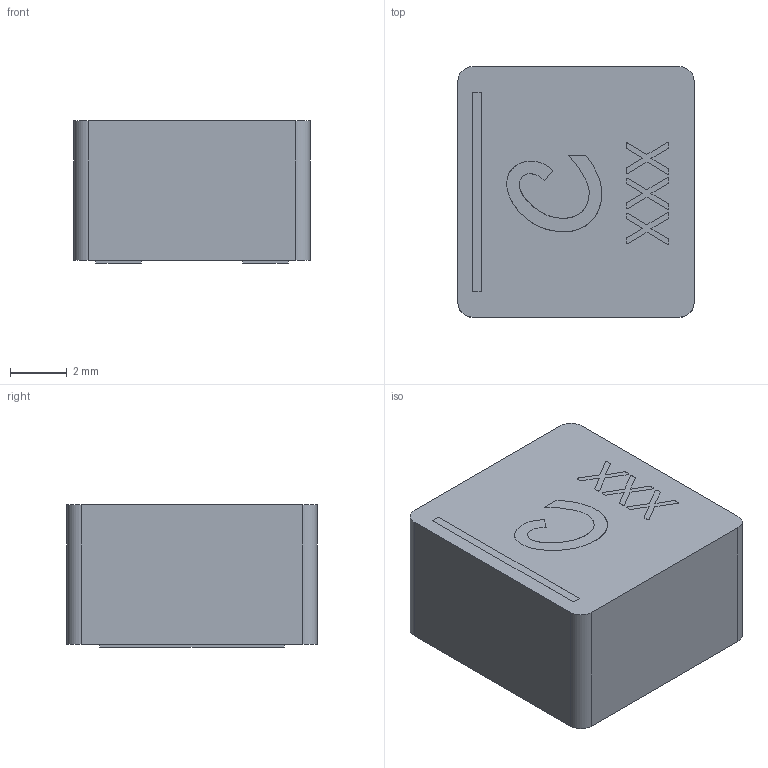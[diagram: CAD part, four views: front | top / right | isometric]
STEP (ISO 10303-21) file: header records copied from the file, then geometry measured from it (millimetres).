
FILE_DESCRIPTION(('FreeCAD Model'),'2;1');
FILE_NAME('Open CASCADE Shape Model','2024-11-16T16:22:12',(''),(''), 'Open CASCADE STEP processor 7.6','FreeCAD','Unknown');
FILE_SCHEMA(('AUTOMOTIVE_DESIGN { 1 0 10303 214 1 1 1 1 }'));
Length unit declared in the file: millimetre
Products named in the file (1): Fusion
Bounding box: 8.3 x 8.8 x 5 mm (x, y, z)
Surface area: 312.3 mm2 (no closed solid volume)
Topology: 0 solids, 43 shells, 43 faces, 294 edges, 294 vertices
Faces by surface type: plane 35, cylinder 4, bspline 4
Entity records: 4110 total; most frequent: CARTESIAN_POINT 1771, DIRECTION 316, ORIENTED_EDGE 294, EDGE_CURVE 294, VERTEX_POINT 294, LINE 204, VECTOR 204, B_SPLINE_CURVE_WITH_KNOTS 74
